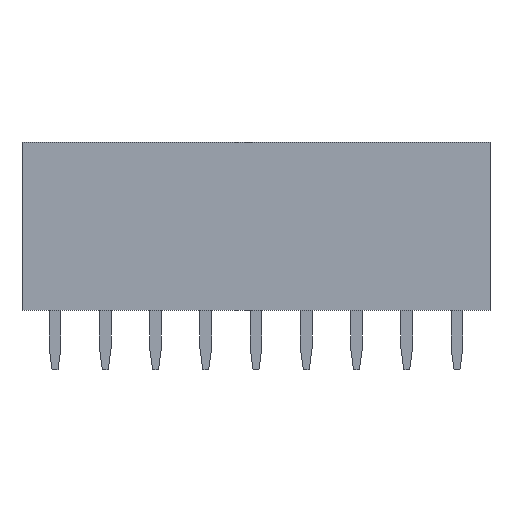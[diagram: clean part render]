
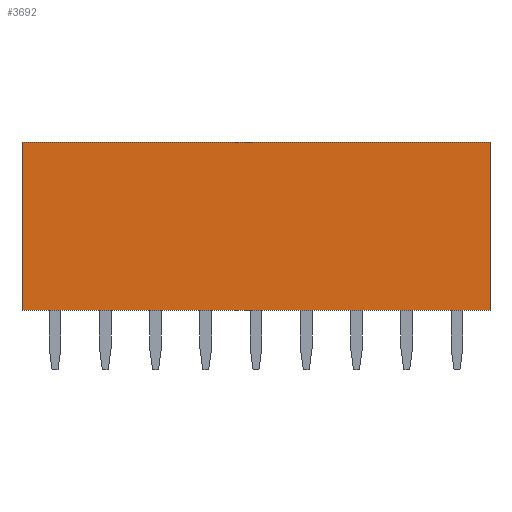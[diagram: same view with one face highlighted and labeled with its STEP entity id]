
A CAD part, front view. The second image highlights one B-rep face of the part: STEP entity #3692.
In plain terms, the highlighted planar face has unit normal (0, -1, 0).
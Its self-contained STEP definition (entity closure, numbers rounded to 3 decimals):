
#3692=ADVANCED_FACE('',(#6464),#6466,.T.);
#6464=FACE_BOUND('',#6465,.T.);
#6465=EDGE_LOOP('',(#8754,#8755,#8756,#8757));
#6466=PLANE('',#6467);
#6467=AXIS2_PLACEMENT_3D('',#6468,#6469,#6470);
#6468=CARTESIAN_POINT('',(21.99,-1.23,0.));
#6469=DIRECTION('',(0.,-1.,0.));
#6470=DIRECTION('',(0.,0.,1.));
#8754=ORIENTED_EDGE('',*,*,#9896,.T.);
#8755=ORIENTED_EDGE('',*,*,#9970,.T.);
#8756=ORIENTED_EDGE('',*,*,#9900,.F.);
#8757=ORIENTED_EDGE('',*,*,#9898,.F.);
#9896=EDGE_CURVE('',#11643,#11641,#11644,.T.);
#9898=EDGE_CURVE('',#11643,#11646,#11647,.T.);
#9900=EDGE_CURVE('',#11646,#11649,#11650,.T.);
#9970=EDGE_CURVE('',#11641,#11649,#11740,.T.);
#11641=VERTEX_POINT('',#15357);
#11643=VERTEX_POINT('',#15361);
#11644=LINE('',#15362,#15363);
#11646=VERTEX_POINT('',#15368);
#11647=LINE('',#15369,#15370);
#11649=VERTEX_POINT('',#15375);
#11650=LINE('',#15376,#15377);
#11740=LINE('',#15606,#15607);
#15357=CARTESIAN_POINT('',(21.99,-1.23,8.5));
#15361=CARTESIAN_POINT('',(21.99,-1.23,0.));
#15362=CARTESIAN_POINT('',(21.99,-1.23,0.));
#15363=VECTOR('',#15364,1.);
#15364=DIRECTION('',(0.,0.,1.));
#15368=CARTESIAN_POINT('',(-1.67,-1.23,0.));
#15369=CARTESIAN_POINT('',(21.99,-1.23,0.));
#15370=VECTOR('',#15371,1.);
#15371=DIRECTION('',(-1.,0.,0.));
#15375=CARTESIAN_POINT('',(-1.67,-1.23,8.5));
#15376=CARTESIAN_POINT('',(-1.67,-1.23,0.));
#15377=VECTOR('',#15378,1.);
#15378=DIRECTION('',(0.,0.,1.));
#15606=CARTESIAN_POINT('',(21.99,-1.23,8.5));
#15607=VECTOR('',#15608,1.);
#15608=DIRECTION('',(-1.,0.,0.));
